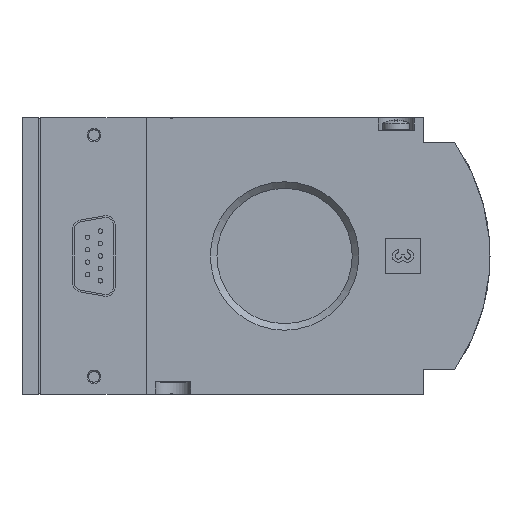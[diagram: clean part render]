
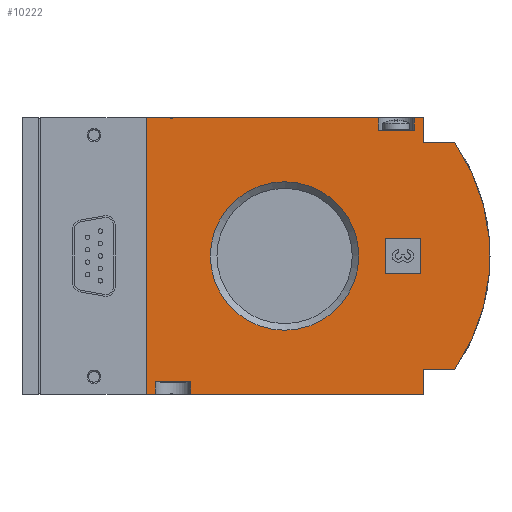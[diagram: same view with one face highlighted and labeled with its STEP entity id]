
A CAD part, front view. The second image highlights one B-rep face of the part: STEP entity #10222.
In plain terms, the highlighted planar face has unit normal (0, -1, 0).
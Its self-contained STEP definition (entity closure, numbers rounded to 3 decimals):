
#217=CIRCLE('',#10701,45.);
#218=CIRCLE('',#10702,16.625);
#553=ORIENTED_EDGE('',*,*,#2627,.F.);
#554=ORIENTED_EDGE('',*,*,#2628,.T.);
#555=ORIENTED_EDGE('',*,*,#2629,.T.);
#556=ORIENTED_EDGE('',*,*,#2630,.F.);
#557=ORIENTED_EDGE('',*,*,#2631,.F.);
#558=ORIENTED_EDGE('',*,*,#2632,.F.);
#559=ORIENTED_EDGE('',*,*,#2633,.F.);
#560=ORIENTED_EDGE('',*,*,#2634,.F.);
#561=ORIENTED_EDGE('',*,*,#2635,.F.);
#562=ORIENTED_EDGE('',*,*,#2636,.F.);
#563=ORIENTED_EDGE('',*,*,#2637,.F.);
#564=ORIENTED_EDGE('',*,*,#2638,.T.);
#565=ORIENTED_EDGE('',*,*,#2624,.F.);
#566=ORIENTED_EDGE('',*,*,#2639,.F.);
#567=ORIENTED_EDGE('',*,*,#2640,.F.);
#568=ORIENTED_EDGE('',*,*,#2641,.T.);
#569=ORIENTED_EDGE('',*,*,#2642,.T.);
#570=ORIENTED_EDGE('',*,*,#2643,.F.);
#571=ORIENTED_EDGE('',*,*,#2644,.F.);
#572=ORIENTED_EDGE('',*,*,#2645,.F.);
#573=ORIENTED_EDGE('',*,*,#2646,.T.);
#574=ORIENTED_EDGE('',*,*,#2647,.T.);
#575=ORIENTED_EDGE('',*,*,#2648,.T.);
#576=ORIENTED_EDGE('',*,*,#2649,.T.);
#577=ORIENTED_EDGE('',*,*,#2650,.F.);
#2624=EDGE_CURVE('',#3662,#3663,#4331,.T.);
#2627=EDGE_CURVE('',#3665,#3666,#4333,.T.);
#2628=EDGE_CURVE('',#3665,#3667,#4334,.T.);
#2629=EDGE_CURVE('',#3667,#3668,#4335,.T.);
#2630=EDGE_CURVE('',#3669,#3668,#4336,.T.);
#2631=EDGE_CURVE('',#3670,#3669,#4337,.T.);
#2632=EDGE_CURVE('',#3671,#3670,#4338,.T.);
#2633=EDGE_CURVE('',#3672,#3671,#4339,.T.);
#2634=EDGE_CURVE('',#3673,#3672,#217,.T.);
#2635=EDGE_CURVE('',#3674,#3673,#4340,.T.);
#2636=EDGE_CURVE('',#3675,#3674,#4341,.T.);
#2637=EDGE_CURVE('',#3676,#3675,#4342,.T.);
#2638=EDGE_CURVE('',#3676,#3663,#4343,.T.);
#2639=EDGE_CURVE('',#3677,#3662,#4344,.T.);
#2640=EDGE_CURVE('',#3678,#3677,#4345,.T.);
#2641=EDGE_CURVE('',#3678,#3679,#4346,.T.);
#2642=EDGE_CURVE('',#3679,#3680,#4347,.T.);
#2643=EDGE_CURVE('',#3681,#3680,#4348,.T.);
#2644=EDGE_CURVE('',#3682,#3681,#4349,.T.);
#2645=EDGE_CURVE('',#3666,#3682,#4350,.T.);
#2646=EDGE_CURVE('',#3683,#3684,#4351,.T.);
#2647=EDGE_CURVE('',#3684,#3685,#4352,.T.);
#2648=EDGE_CURVE('',#3685,#3686,#4353,.T.);
#2649=EDGE_CURVE('',#3686,#3683,#4354,.T.);
#2650=EDGE_CURVE('',#3687,#3687,#218,.T.);
#3662=VERTEX_POINT('',#13704);
#3663=VERTEX_POINT('',#13706);
#3665=VERTEX_POINT('',#13712);
#3666=VERTEX_POINT('',#13713);
#3667=VERTEX_POINT('',#13715);
#3668=VERTEX_POINT('',#13717);
#3669=VERTEX_POINT('',#13719);
#3670=VERTEX_POINT('',#13721);
#3671=VERTEX_POINT('',#13723);
#3672=VERTEX_POINT('',#13725);
#3673=VERTEX_POINT('',#13727);
#3674=VERTEX_POINT('',#13729);
#3675=VERTEX_POINT('',#13731);
#3676=VERTEX_POINT('',#13733);
#3677=VERTEX_POINT('',#13736);
#3678=VERTEX_POINT('',#13738);
#3679=VERTEX_POINT('',#13740);
#3680=VERTEX_POINT('',#13742);
#3681=VERTEX_POINT('',#13744);
#3682=VERTEX_POINT('',#13746);
#3683=VERTEX_POINT('',#13749);
#3684=VERTEX_POINT('',#13750);
#3685=VERTEX_POINT('',#13752);
#3686=VERTEX_POINT('',#13754);
#3687=VERTEX_POINT('',#13757);
#4331=LINE('',#13705,#5175);
#4333=LINE('',#13711,#5177);
#4334=LINE('',#13714,#5178);
#4335=LINE('',#13716,#5179);
#4336=LINE('',#13718,#5180);
#4337=LINE('',#13720,#5181);
#4338=LINE('',#13722,#5182);
#4339=LINE('',#13724,#5183);
#4340=LINE('',#13728,#5184);
#4341=LINE('',#13730,#5185);
#4342=LINE('',#13732,#5186);
#4343=LINE('',#13734,#5187);
#4344=LINE('',#13735,#5188);
#4345=LINE('',#13737,#5189);
#4346=LINE('',#13739,#5190);
#4347=LINE('',#13741,#5191);
#4348=LINE('',#13743,#5192);
#4349=LINE('',#13745,#5193);
#4350=LINE('',#13747,#5194);
#4351=LINE('',#13748,#5195);
#4352=LINE('',#13751,#5196);
#4353=LINE('',#13753,#5197);
#4354=LINE('',#13755,#5198);
#5175=VECTOR('',#11466,1000.);
#5177=VECTOR('',#11472,1000.);
#5178=VECTOR('',#11473,1000.);
#5179=VECTOR('',#11474,1000.);
#5180=VECTOR('',#11475,1000.);
#5181=VECTOR('',#11476,1000.);
#5182=VECTOR('',#11477,1000.);
#5183=VECTOR('',#11478,1000.);
#5184=VECTOR('',#11481,1000.);
#5185=VECTOR('',#11482,1000.);
#5186=VECTOR('',#11483,1000.);
#5187=VECTOR('',#11484,1000.);
#5188=VECTOR('',#11485,1000.);
#5189=VECTOR('',#11486,1000.);
#5190=VECTOR('',#11487,1000.);
#5191=VECTOR('',#11488,1000.);
#5192=VECTOR('',#11489,1000.);
#5193=VECTOR('',#11490,1000.);
#5194=VECTOR('',#11491,1000.);
#5195=VECTOR('',#11492,1000.);
#5196=VECTOR('',#11493,1000.);
#5197=VECTOR('',#11494,1000.);
#5198=VECTOR('',#11495,1000.);
#5996=EDGE_LOOP('',(#553,#554,#555,#556,#557,#558,#559,#560,#561,#562,#563,
#564,#565,#566,#567,#568,#569,#570,#571,#572));
#5997=EDGE_LOOP('',(#573,#574,#575,#576));
#5998=EDGE_LOOP('',(#577));
#6491=FACE_BOUND('',#5996,.T.);
#6492=FACE_BOUND('',#5997,.T.);
#6493=FACE_BOUND('',#5998,.T.);
#6971=PLANE('',#10700);
#10222=ADVANCED_FACE('',(#6491,#6492,#6493),#6971,.F.);
#10700=AXIS2_PLACEMENT_3D('',#13710,#11470,#11471);
#10701=AXIS2_PLACEMENT_3D('',#13726,#11479,#11480);
#10702=AXIS2_PLACEMENT_3D('',#13756,#11496,#11497);
#11466=DIRECTION('',(1.,0.,0.));
#11470=DIRECTION('',(0.,1.,0.));
#11471=DIRECTION('',(0.,0.,1.));
#11472=DIRECTION('',(-1.,0.,0.));
#11473=DIRECTION('',(0.,0.,1.));
#11474=DIRECTION('',(1.,0.,0.));
#11475=DIRECTION('',(0.,0.,1.));
#11476=DIRECTION('',(-1.,0.,0.));
#11477=DIRECTION('',(0.,0.,-1.));
#11478=DIRECTION('',(-1.,0.,0.));
#11479=DIRECTION('',(0.,1.,0.));
#11480=DIRECTION('',(1.,0.,0.));
#11481=DIRECTION('',(1.,0.,0.));
#11482=DIRECTION('',(0.,0.,-1.));
#11483=DIRECTION('',(1.,0.,0.));
#11484=DIRECTION('',(0.,0.,-1.));
#11485=DIRECTION('',(0.,0.,-1.));
#11486=DIRECTION('',(1.,0.,0.));
#11487=DIRECTION('',(0.,0.,-1.));
#11488=DIRECTION('',(-1.,0.,0.));
#11489=DIRECTION('',(0.,0.,-1.));
#11490=DIRECTION('',(1.,0.,0.));
#11491=DIRECTION('',(0.,0.,1.));
#11492=DIRECTION('',(-1.,0.,0.));
#11493=DIRECTION('',(0.,0.,1.));
#11494=DIRECTION('',(1.,0.,0.));
#11495=DIRECTION('',(0.,0.,-1.));
#11496=DIRECTION('',(0.,-1.,0.));
#11497=DIRECTION('',(0.,0.,-1.));
#13704=CARTESIAN_POINT('',(21.,-146.9,28.1));
#13705=CARTESIAN_POINT('',(21.,-146.9,28.1));
#13706=CARTESIAN_POINT('',(29.,-146.9,28.1));
#13710=CARTESIAN_POINT('',(0.,-146.9,0.));
#13711=CARTESIAN_POINT('',(31.,-146.9,-31.));
#13712=CARTESIAN_POINT('',(-29.,-146.9,-31.));
#13713=CARTESIAN_POINT('',(-31.,-146.9,-31.));
#13714=CARTESIAN_POINT('',(-29.,-146.9,-31.));
#13715=CARTESIAN_POINT('',(-29.,-146.9,-28.1));
#13716=CARTESIAN_POINT('',(-29.,-146.9,-28.1));
#13717=CARTESIAN_POINT('',(-21.,-146.9,-28.1));
#13718=CARTESIAN_POINT('',(-21.,-146.9,-31.));
#13719=CARTESIAN_POINT('',(-21.,-146.9,-31.));
#13720=CARTESIAN_POINT('',(31.,-146.9,-31.));
#13721=CARTESIAN_POINT('',(31.,-146.9,-31.));
#13722=CARTESIAN_POINT('',(31.,-146.9,31.));
#13723=CARTESIAN_POINT('',(31.,-146.9,-25.5));
#13724=CARTESIAN_POINT('',(38.078,-146.9,-25.5));
#13725=CARTESIAN_POINT('',(38.078,-146.9,-25.5));
#13726=CARTESIAN_POINT('',(1.,-146.9,0.));
#13727=CARTESIAN_POINT('',(38.078,-146.9,25.5));
#13728=CARTESIAN_POINT('',(-31.,-146.9,25.5));
#13729=CARTESIAN_POINT('',(31.,-146.9,25.5));
#13730=CARTESIAN_POINT('',(31.,-146.9,31.));
#13731=CARTESIAN_POINT('',(31.,-146.9,31.));
#13732=CARTESIAN_POINT('',(-31.,-146.9,31.));
#13733=CARTESIAN_POINT('',(29.,-146.9,31.));
#13734=CARTESIAN_POINT('',(29.,-146.9,31.));
#13735=CARTESIAN_POINT('',(21.,-146.9,31.));
#13736=CARTESIAN_POINT('',(21.,-146.9,31.));
#13737=CARTESIAN_POINT('',(-31.,-146.9,31.));
#13738=CARTESIAN_POINT('',(-25.,-146.9,31.));
#13739=CARTESIAN_POINT('',(-25.,-146.9,0.));
#13740=CARTESIAN_POINT('',(-25.,-146.9,30.69));
#13741=CARTESIAN_POINT('',(0.,-146.9,30.69));
#13742=CARTESIAN_POINT('',(-25.5,-146.9,30.69));
#13743=CARTESIAN_POINT('',(-25.5,-146.9,0.));
#13744=CARTESIAN_POINT('',(-25.5,-146.9,31.));
#13745=CARTESIAN_POINT('',(-31.,-146.9,31.));
#13746=CARTESIAN_POINT('',(-31.,-146.9,31.));
#13747=CARTESIAN_POINT('',(-31.,-146.9,-31.));
#13748=CARTESIAN_POINT('',(30.5,-146.9,-4.));
#13749=CARTESIAN_POINT('',(30.5,-146.9,-4.));
#13750=CARTESIAN_POINT('',(22.5,-146.9,-4.));
#13751=CARTESIAN_POINT('',(22.5,-146.9,-4.));
#13752=CARTESIAN_POINT('',(22.5,-146.9,4.));
#13753=CARTESIAN_POINT('',(22.5,-146.9,4.));
#13754=CARTESIAN_POINT('',(30.5,-146.9,4.));
#13755=CARTESIAN_POINT('',(30.5,-146.9,4.));
#13756=CARTESIAN_POINT('',(0.,-146.9,0.));
#13757=CARTESIAN_POINT('',(0.,-146.9,-16.625));
